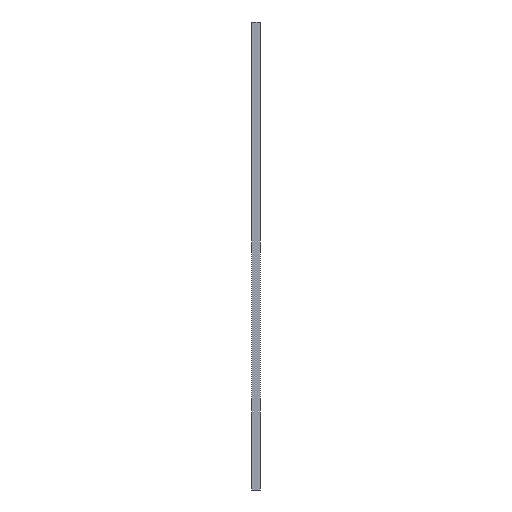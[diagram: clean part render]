
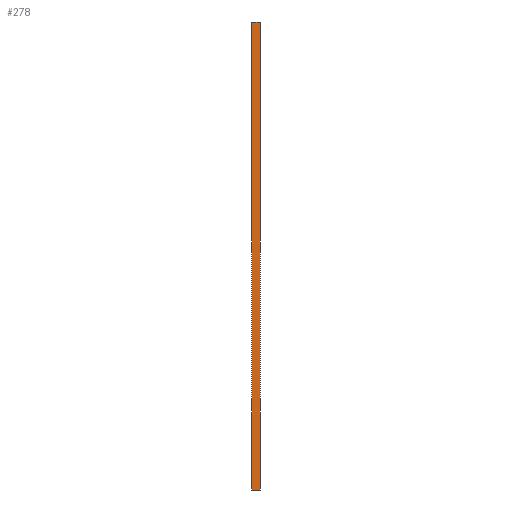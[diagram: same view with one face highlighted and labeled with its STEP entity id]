
A CAD part, left-side view. The second image highlights one B-rep face of the part: STEP entity #278.
In plain terms, the highlighted planar face has unit normal (-1, 0, 0).
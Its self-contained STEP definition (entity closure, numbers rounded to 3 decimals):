
#8 = EDGE_CURVE ( 'NONE', #1500, #888, #68, .T. ) ;
#68 = LINE ( 'NONE', #3094, #2377 ) ;
#164 = DIRECTION ( 'NONE',  ( 0., 1., 0. ) ) ;
#213 = DIRECTION ( 'NONE',  ( 0., 0., -1. ) ) ;
#278 = ADVANCED_FACE ( 'NONE', ( #3039 ), #1510, .F. ) ;
#317 = DIRECTION ( 'NONE',  ( 0., 0., 1. ) ) ;
#423 = EDGE_CURVE ( 'NONE', #1403, #1500, #651, .T. ) ;
#598 = CARTESIAN_POINT ( 'NONE',  ( -89.58, 0., -45.751 ) ) ;
#633 = DIRECTION ( 'NONE',  ( 0., 0., 1. ) ) ;
#651 = LINE ( 'NONE', #1423, #3219 ) ;
#715 = ORIENTED_EDGE ( 'NONE', *, *, #423, .F. ) ;
#888 = VERTEX_POINT ( 'NONE', #3112 ) ;
#1299 = CARTESIAN_POINT ( 'NONE',  ( -89.58, 0., 24.249 ) ) ;
#1329 = DIRECTION ( 'NONE',  ( 0., -1., 0. ) ) ;
#1403 = VERTEX_POINT ( 'NONE', #2864 ) ;
#1423 = CARTESIAN_POINT ( 'NONE',  ( -89.58, -9., -29.751 ) ) ;
#1500 = VERTEX_POINT ( 'NONE', #3204 ) ;
#1510 = PLANE ( 'NONE',  #1821 ) ;
#1656 = VECTOR ( 'NONE', #633, 1000. ) ;
#1799 = VERTEX_POINT ( 'NONE', #1299 ) ;
#1821 = AXIS2_PLACEMENT_3D ( 'NONE', #3057, #2800, #213 ) ;
#1870 = CARTESIAN_POINT ( 'NONE',  ( -89.58, 1., 24.249 ) ) ;
#1939 = EDGE_CURVE ( 'NONE', #888, #1799, #2872, .T. ) ;
#2144 = ORIENTED_EDGE ( 'NONE', *, *, #1939, .F. ) ;
#2377 = VECTOR ( 'NONE', #317, 1000. ) ;
#2430 = ORIENTED_EDGE ( 'NONE', *, *, #2785, .T. ) ;
#2580 = VECTOR ( 'NONE', #1329, 1000. ) ;
#2699 = ORIENTED_EDGE ( 'NONE', *, *, #8, .F. ) ;
#2785 = EDGE_CURVE ( 'NONE', #1403, #1799, #2917, .T. ) ;
#2800 = DIRECTION ( 'NONE',  ( 1., 0., 0. ) ) ;
#2864 = CARTESIAN_POINT ( 'NONE',  ( -89.58, 0., -29.751 ) ) ;
#2872 = LINE ( 'NONE', #1870, #2580 ) ;
#2917 = LINE ( 'NONE', #598, #1656 ) ;
#3039 = FACE_OUTER_BOUND ( 'NONE', #3234, .T. ) ;
#3057 = CARTESIAN_POINT ( 'NONE',  ( -89.58, 1., -45.751 ) ) ;
#3094 = CARTESIAN_POINT ( 'NONE',  ( -89.58, 1., -45.751 ) ) ;
#3112 = CARTESIAN_POINT ( 'NONE',  ( -89.58, 1., 24.249 ) ) ;
#3204 = CARTESIAN_POINT ( 'NONE',  ( -89.58, 1., -29.751 ) ) ;
#3219 = VECTOR ( 'NONE', #164, 1000. ) ;
#3234 = EDGE_LOOP ( 'NONE', ( #2699, #715, #2430, #2144 ) ) ;
